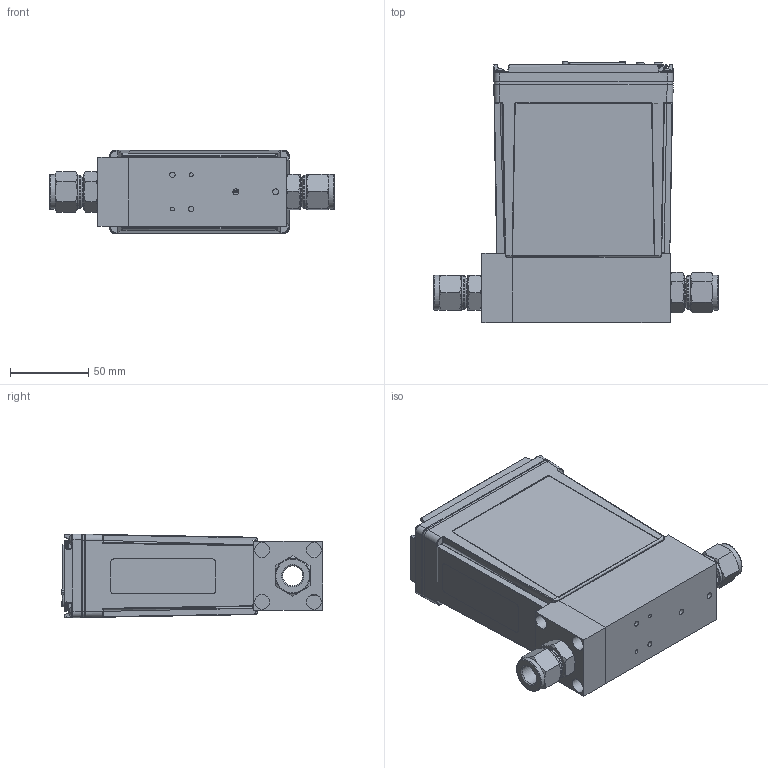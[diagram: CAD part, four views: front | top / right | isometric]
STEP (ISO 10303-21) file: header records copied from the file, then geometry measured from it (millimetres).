
FILE_DESCRIPTION (( 'STEP AP214' ), '1' );
FILE_NAME ('IE250-.50TUBE-PROFIBUS.STEP', '2016-01-29T13:13:39', ( 'MKS' ), ( 'MKS' ), 'SwSTEP 2.0', 'SolidWorks 2012', '' );
FILE_SCHEMA (( 'AUTOMOTIVE_DESIGN' ));
Length unit declared in the file: inch
Products named in the file (1): IE250-.50TUBE-PROFIBUS
Bounding box: 181.38 x 166.37 x 53.49 mm (x, y, z)
Surface area: 106451.2 mm2 (no closed solid volume)
Topology: 0 solids, 124 shells, 809 faces, 2772 edges, 2066 vertices
Faces by surface type: plane 324, cylinder 246, cone 94, bspline 68, torus 58, sphere 19
Full cylindrical faces by diameter (mm): 0.61 x9, 1.219 x9, 2.261 x4, 2.5 x2, 3.454 x2, 3.556 x2, 3.797 x2, 5.334 x1, 5.944 x7, 6.147 x4, 9.525 x4, 12.7 x2, 14.224 x1, 18.521 x2, 22.225 x2
Entity records: 63596 total; most frequent: CARTESIAN_POINT 33488, ORIENTED_EDGE 3966, DIRECTION 3651, EDGE_CURVE 2622, VERTEX_POINT 2023, AXIS2_PLACEMENT_3D 1326, EDGE_LOOP 1041, B_SPLINE_CURVE_WITH_KNOTS 1028
